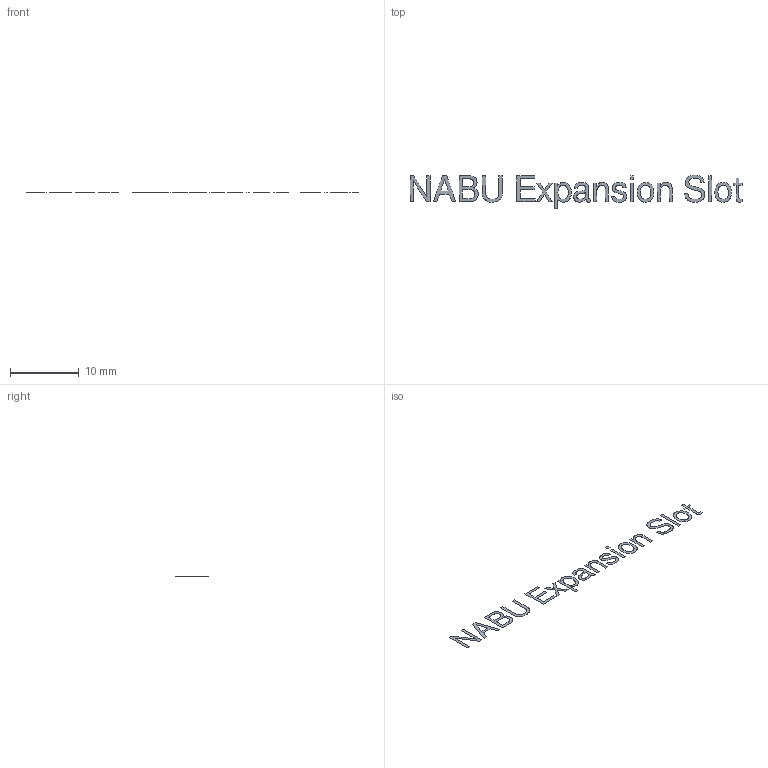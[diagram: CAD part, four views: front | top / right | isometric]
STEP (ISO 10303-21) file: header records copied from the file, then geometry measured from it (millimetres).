
FILE_DESCRIPTION(('FreeCAD Model'),'2;1');
FILE_NAME('Open CASCADE Shape Model','2023-04-27T23:43:55',('Author'),( ''),'Open CASCADE STEP processor 7.5','FreeCAD','Unknown');
FILE_SCHEMA(('AUTOMOTIVE_DESIGN { 1 0 10303 214 1 1 1 1 }'));
Length unit declared in the file: millimetre
Products named in the file (1): Line01
Bounding box: 48.39 x 4.91 x 0 mm (x, y, z)
Surface area: 57.4 mm2 (no closed solid volume)
Topology: 0 solids, 18 shells, 18 faces, 299 edges, 299 vertices
Faces by surface type: plane 18
Entity records: 2767 total; most frequent: CARTESIAN_POINT 977, ORIENTED_EDGE 299, EDGE_CURVE 299, VERTEX_POINT 299, B_SPLINE_CURVE_WITH_KNOTS 180, DIRECTION 157, LINE 119, VECTOR 119
